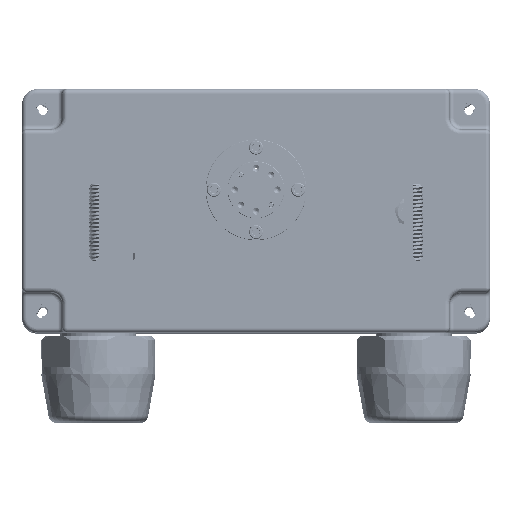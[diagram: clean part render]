
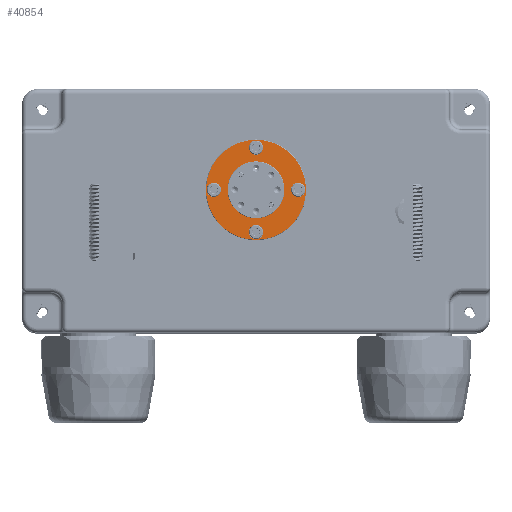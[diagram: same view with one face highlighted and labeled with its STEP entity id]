
A CAD part, top view. The second image highlights one B-rep face of the part: STEP entity #40854.
In plain terms, the highlighted planar face has unit normal (0, 0, 1).
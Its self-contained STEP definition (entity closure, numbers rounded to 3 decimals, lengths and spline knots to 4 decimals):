
#7878 = EDGE_LOOP ( 'NONE', ( #134329, #20853 ) ) ;
#13638 = CARTESIAN_POINT ( 'NONE',  ( -4.7226, 3.3521, 3.6163 ) ) ;
#14583 = EDGE_CURVE ( 'NONE', #211805, #162818, #153283, .T. ) ;
#15101 = DIRECTION ( 'NONE',  ( 1., 0., 0. ) ) ;
#15893 = EDGE_CURVE ( 'NONE', #130189, #135380, #194858, .T. ) ;
#17930 = DIRECTION ( 'NONE',  ( 0., 0., 1. ) ) ;
#19061 = DIRECTION ( 'NONE',  ( 0., 0., 1. ) ) ;
#19385 = ORIENTED_EDGE ( 'NONE', *, *, #141145, .F. ) ;
#20853 = ORIENTED_EDGE ( 'NONE', *, *, #186756, .F. ) ;
#21418 = DIRECTION ( 'NONE',  ( 1., 0., 0. ) ) ;
#21781 = ORIENTED_EDGE ( 'NONE', *, *, #206004, .T. ) ;
#30070 = ORIENTED_EDGE ( 'NONE', *, *, #81049, .F. ) ;
#31093 = CARTESIAN_POINT ( 'NONE',  ( -4.1589, 3.9071, 3.6163 ) ) ;
#32710 = FACE_BOUND ( 'NONE', #102938, .T. ) ;
#35544 = AXIS2_PLACEMENT_3D ( 'NONE', #178282, #17930, #21418 ) ;
#36908 = DIRECTION ( 'NONE',  ( 0., 0., 1. ) ) ;
#40180 = VERTEX_POINT ( 'NONE', #144369 ) ;
#40854 = ADVANCED_FACE ( 'NONE', ( #188378, #225722, #32710, #83015, #154428, #116987 ), #139198, .T. ) ;
#41109 = CARTESIAN_POINT ( 'NONE',  ( -4.0651, 3.9071, 3.6163 ) ) ;
#44409 = CIRCLE ( 'NONE', #130439, 0.0938 ) ;
#45463 = ORIENTED_EDGE ( 'NONE', *, *, #160828, .T. ) ;
#50801 = DIRECTION ( 'NONE',  ( 1., 0., 0. ) ) ;
#56298 = ORIENTED_EDGE ( 'NONE', *, *, #99735, .F. ) ;
#59081 = ORIENTED_EDGE ( 'NONE', *, *, #191444, .F. ) ;
#66482 = DIRECTION ( 'NONE',  ( 1., 0., 0. ) ) ;
#68783 = DIRECTION ( 'NONE',  ( 0., 0., 1. ) ) ;
#70848 = CARTESIAN_POINT ( 'NONE',  ( -4.6201, 3.3521, 3.6163 ) ) ;
#71083 = CARTESIAN_POINT ( 'NONE',  ( -4.0651, 2.7971, 3.6163 ) ) ;
#73874 = DIRECTION ( 'NONE',  ( 1., 0., 0. ) ) ;
#75973 = CARTESIAN_POINT ( 'NONE',  ( -4.5264, 3.3521, 3.6163 ) ) ;
#76350 = DIRECTION ( 'NONE',  ( 1., 0., 0. ) ) ;
#76824 = DIRECTION ( 'NONE',  ( -1., 0., 0. ) ) ;
#78556 = AXIS2_PLACEMENT_3D ( 'NONE', #95036, #146608, #147738 ) ;
#79108 = DIRECTION ( 'NONE',  ( 0., 0., -1. ) ) ;
#81049 = EDGE_CURVE ( 'NONE', #162818, #211805, #173367, .T. ) ;
#83015 = FACE_BOUND ( 'NONE', #106409, .T. ) ;
#84184 = DIRECTION ( 'NONE',  ( 0., 0., 1. ) ) ;
#85009 = ORIENTED_EDGE ( 'NONE', *, *, #15893, .T. ) ;
#87857 = VERTEX_POINT ( 'NONE', #168377 ) ;
#88107 = EDGE_CURVE ( 'NONE', #116994, #40180, #178943, .T. ) ;
#88216 = CIRCLE ( 'NONE', #177765, 0.0938 ) ;
#91440 = EDGE_LOOP ( 'NONE', ( #85009, #219128 ) ) ;
#92928 = DIRECTION ( 'NONE',  ( 0., 0., 1. ) ) ;
#94731 = CIRCLE ( 'NONE', #139558, 0.0938 ) ;
#94880 = DIRECTION ( 'NONE',  ( 0., 0., 1. ) ) ;
#95036 = CARTESIAN_POINT ( 'NONE',  ( -4.6201, 3.3521, 3.6163 ) ) ;
#96217 = DIRECTION ( 'NONE',  ( 0., 0., 1. ) ) ;
#96357 = CARTESIAN_POINT ( 'NONE',  ( -4.0651, 3.3521, 3.6163 ) ) ;
#99735 = EDGE_CURVE ( 'NONE', #87857, #157896, #214763, .T. ) ;
#100961 = VERTEX_POINT ( 'NONE', #13638 ) ;
#101550 = AXIS2_PLACEMENT_3D ( 'NONE', #217258, #79108, #76824 ) ;
#102938 = EDGE_LOOP ( 'NONE', ( #230842, #19385 ) ) ;
#106409 = EDGE_LOOP ( 'NONE', ( #30070, #184366 ) ) ;
#107108 = DIRECTION ( 'NONE',  ( 1., 0., 0. ) ) ;
#108009 = CARTESIAN_POINT ( 'NONE',  ( -4.0651, 3.9071, 3.6163 ) ) ;
#109501 = CARTESIAN_POINT ( 'NONE',  ( -3.6039, 3.3521, 3.6163 ) ) ;
#111491 = CARTESIAN_POINT ( 'NONE',  ( -4.0651, 2.7971, 3.6163 ) ) ;
#113558 = AXIS2_PLACEMENT_3D ( 'NONE', #41109, #94880, #73874 ) ;
#116987 = FACE_BOUND ( 'NONE', #91440, .T. ) ;
#116994 = VERTEX_POINT ( 'NONE', #123550 ) ;
#121144 = EDGE_LOOP ( 'NONE', ( #21781, #45463 ) ) ;
#121501 = CARTESIAN_POINT ( 'NONE',  ( -3.5101, 3.3521, 3.6163 ) ) ;
#123550 = CARTESIAN_POINT ( 'NONE',  ( -3.9714, 2.7971, 3.6163 ) ) ;
#130189 = VERTEX_POINT ( 'NONE', #133009 ) ;
#130439 = AXIS2_PLACEMENT_3D ( 'NONE', #121501, #192858, #175301 ) ;
#131707 = VERTEX_POINT ( 'NONE', #169704 ) ;
#133009 = CARTESIAN_POINT ( 'NONE',  ( -4.4401, 3.3521, 3.6163 ) ) ;
#134329 = ORIENTED_EDGE ( 'NONE', *, *, #218889, .F. ) ;
#135380 = VERTEX_POINT ( 'NONE', #172447 ) ;
#139198 = PLANE ( 'NONE',  #226550 ) ;
#139480 = DIRECTION ( 'NONE',  ( 0., 0., -1. ) ) ;
#139558 = AXIS2_PLACEMENT_3D ( 'NONE', #111491, #96217, #76350 ) ;
#141145 = EDGE_CURVE ( 'NONE', #40180, #116994, #94731, .T. ) ;
#142916 = CARTESIAN_POINT ( 'NONE',  ( -4.0651, 3.3521, 3.6163 ) ) ;
#144369 = CARTESIAN_POINT ( 'NONE',  ( -4.1589, 2.7971, 3.6163 ) ) ;
#146608 = DIRECTION ( 'NONE',  ( 0., 0., 1. ) ) ;
#147738 = DIRECTION ( 'NONE',  ( 1., 0., 0. ) ) ;
#148594 = CIRCLE ( 'NONE', #167263, 0.6575 ) ;
#153283 = CIRCLE ( 'NONE', #78556, 0.0938 ) ;
#154428 = FACE_BOUND ( 'NONE', #7878, .T. ) ;
#157292 = CARTESIAN_POINT ( 'NONE',  ( -4.0651, 3.3521, 3.6163 ) ) ;
#157896 = VERTEX_POINT ( 'NONE', #109501 ) ;
#158018 = CIRCLE ( 'NONE', #210278, 0.6575 ) ;
#160185 = EDGE_LOOP ( 'NONE', ( #56298, #59081 ) ) ;
#160717 = DIRECTION ( 'NONE',  ( 1., 0., 0. ) ) ;
#160828 = EDGE_CURVE ( 'NONE', #230562, #100961, #158018, .T. ) ;
#162224 = CIRCLE ( 'NONE', #113558, 0.0938 ) ;
#162818 = VERTEX_POINT ( 'NONE', #75973 ) ;
#167263 = AXIS2_PLACEMENT_3D ( 'NONE', #157292, #228577, #50801 ) ;
#167743 = DIRECTION ( 'NONE',  ( 1., 0., 0. ) ) ;
#168377 = CARTESIAN_POINT ( 'NONE',  ( -3.4164, 3.3521, 3.6163 ) ) ;
#169704 = CARTESIAN_POINT ( 'NONE',  ( -3.9714, 3.9071, 3.6163 ) ) ;
#172447 = CARTESIAN_POINT ( 'NONE',  ( -3.6901, 3.3521, 3.6163 ) ) ;
#173367 = CIRCLE ( 'NONE', #203249, 0.0938 ) ;
#175301 = DIRECTION ( 'NONE',  ( 1., 0., 0. ) ) ;
#177765 = AXIS2_PLACEMENT_3D ( 'NONE', #108009, #19061, #160717 ) ;
#178282 = CARTESIAN_POINT ( 'NONE',  ( -3.5101, 3.3521, 3.6163 ) ) ;
#178943 = CIRCLE ( 'NONE', #231143, 0.0938 ) ;
#179831 = AXIS2_PLACEMENT_3D ( 'NONE', #142916, #139480, #214269 ) ;
#180165 = CARTESIAN_POINT ( 'NONE',  ( -4.7139, 3.3521, 3.6163 ) ) ;
#184366 = ORIENTED_EDGE ( 'NONE', *, *, #14583, .F. ) ;
#186756 = EDGE_CURVE ( 'NONE', #212385, #131707, #162224, .T. ) ;
#188378 = FACE_OUTER_BOUND ( 'NONE', #121144, .T. ) ;
#191444 = EDGE_CURVE ( 'NONE', #157896, #87857, #44409, .T. ) ;
#192858 = DIRECTION ( 'NONE',  ( 0., 0., 1. ) ) ;
#194858 = CIRCLE ( 'NONE', #179831, 0.375 ) ;
#203249 = AXIS2_PLACEMENT_3D ( 'NONE', #70848, #36908, #107108 ) ;
#206004 = EDGE_CURVE ( 'NONE', #100961, #230562, #148594, .T. ) ;
#209817 = CIRCLE ( 'NONE', #101550, 0.375 ) ;
#210278 = AXIS2_PLACEMENT_3D ( 'NONE', #96357, #92928, #167743 ) ;
#210543 = CARTESIAN_POINT ( 'NONE',  ( -4.0651, 4.0146, 3.6163 ) ) ;
#211805 = VERTEX_POINT ( 'NONE', #180165 ) ;
#212274 = EDGE_CURVE ( 'NONE', #135380, #130189, #209817, .T. ) ;
#212385 = VERTEX_POINT ( 'NONE', #31093 ) ;
#214269 = DIRECTION ( 'NONE',  ( -1., 0., 0. ) ) ;
#214763 = CIRCLE ( 'NONE', #35544, 0.0938 ) ;
#217258 = CARTESIAN_POINT ( 'NONE',  ( -4.0651, 3.3521, 3.6163 ) ) ;
#218889 = EDGE_CURVE ( 'NONE', #131707, #212385, #88216, .T. ) ;
#219128 = ORIENTED_EDGE ( 'NONE', *, *, #212274, .T. ) ;
#223416 = CARTESIAN_POINT ( 'NONE',  ( -3.4076, 3.3521, 3.6163 ) ) ;
#225722 = FACE_BOUND ( 'NONE', #160185, .T. ) ;
#226550 = AXIS2_PLACEMENT_3D ( 'NONE', #210543, #84184, #15101 ) ;
#228577 = DIRECTION ( 'NONE',  ( 0., 0., 1. ) ) ;
#230562 = VERTEX_POINT ( 'NONE', #223416 ) ;
#230842 = ORIENTED_EDGE ( 'NONE', *, *, #88107, .F. ) ;
#231143 = AXIS2_PLACEMENT_3D ( 'NONE', #71083, #68783, #66482 ) ;
